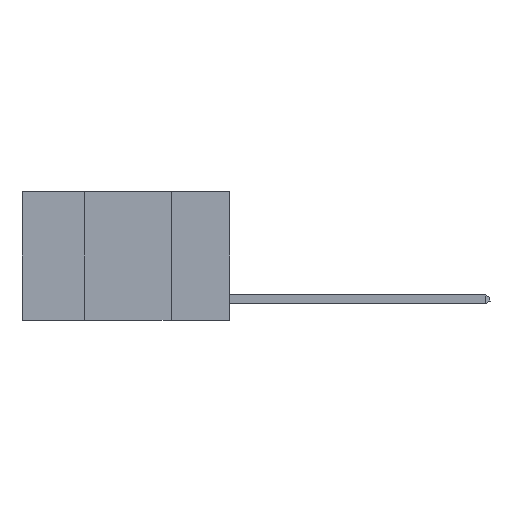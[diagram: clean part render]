
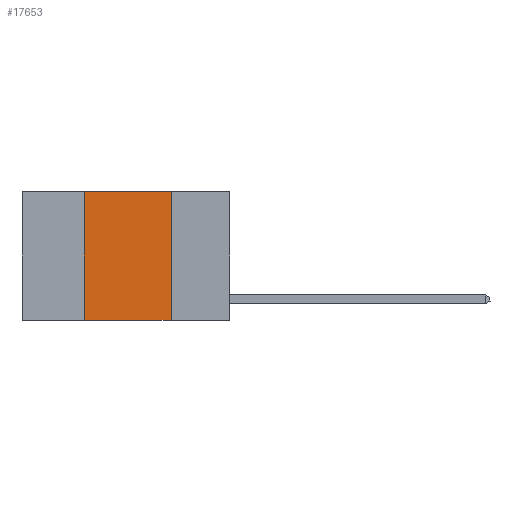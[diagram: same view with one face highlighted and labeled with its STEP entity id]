
A CAD part, left-side view. The second image highlights one B-rep face of the part: STEP entity #17653.
In plain terms, the highlighted planar face has unit normal (-1, 0, 0).
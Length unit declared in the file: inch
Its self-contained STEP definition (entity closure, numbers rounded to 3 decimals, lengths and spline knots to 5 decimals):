
#155 = CARTESIAN_POINT ( 'NONE',  ( 0., 0.17, 0. ) ) ;
#627 = ORIENTED_EDGE ( 'NONE', *, *, #17548, .F. ) ;
#1793 = CARTESIAN_POINT ( 'NONE',  ( 0., 0.42, 0. ) ) ;
#2455 = CARTESIAN_POINT ( 'NONE',  ( 0., 0.6, 0. ) ) ;
#2460 = EDGE_CURVE ( 'NONE', #16958, #22972, #5644, .T. ) ;
#2772 = DIRECTION ( 'NONE',  ( 0., 0., -1. ) ) ;
#3171 = ORIENTED_EDGE ( 'NONE', *, *, #3594, .F. ) ;
#3594 = EDGE_CURVE ( 'NONE', #22972, #7910, #20976, .T. ) ;
#3999 = VECTOR ( 'NONE', #16150, 39.37008 ) ;
#5355 = VECTOR ( 'NONE', #12700, 39.37008 ) ;
#5644 = LINE ( 'NONE', #1793, #7292 ) ;
#7007 = LINE ( 'NONE', #155, #5355 ) ;
#7045 = ORIENTED_EDGE ( 'NONE', *, *, #21387, .T. ) ;
#7292 = VECTOR ( 'NONE', #21763, 39.37008 ) ;
#7910 = VERTEX_POINT ( 'NONE', #15151 ) ;
#8051 = CARTESIAN_POINT ( 'NONE',  ( 0., 0.17, -0.37 ) ) ;
#8443 = LINE ( 'NONE', #20122, #3999 ) ;
#8588 = AXIS2_PLACEMENT_3D ( 'NONE', #11103, #12917, #2772 ) ;
#9133 = PLANE ( 'NONE',  #8588 ) ;
#10039 = CARTESIAN_POINT ( 'NONE',  ( 0., 0.42, -0.37 ) ) ;
#10444 = EDGE_LOOP ( 'NONE', ( #627, #3171, #19327, #7045 ) ) ;
#11103 = CARTESIAN_POINT ( 'NONE',  ( 0., 0.6, 0. ) ) ;
#11507 = FACE_OUTER_BOUND ( 'NONE', #10444, .T. ) ;
#11530 = DIRECTION ( 'NONE',  ( 0., -1., 0. ) ) ;
#12694 = CARTESIAN_POINT ( 'NONE',  ( 0., 0.42, 0. ) ) ;
#12700 = DIRECTION ( 'NONE',  ( 0., 0., -1. ) ) ;
#12917 = DIRECTION ( 'NONE',  ( 1., 0., 0. ) ) ;
#15151 = CARTESIAN_POINT ( 'NONE',  ( 0., 0.17, 0. ) ) ;
#16150 = DIRECTION ( 'NONE',  ( 0., -1., 0. ) ) ;
#16958 = VERTEX_POINT ( 'NONE', #10039 ) ;
#17548 = EDGE_CURVE ( 'NONE', #7910, #18034, #7007, .T. ) ;
#17653 = ADVANCED_FACE ( 'NONE', ( #11507 ), #9133, .F. ) ;
#18034 = VERTEX_POINT ( 'NONE', #8051 ) ;
#18395 = VECTOR ( 'NONE', #11530, 39.37008 ) ;
#19327 = ORIENTED_EDGE ( 'NONE', *, *, #2460, .F. ) ;
#20122 = CARTESIAN_POINT ( 'NONE',  ( 0., 0.6, -0.37 ) ) ;
#20976 = LINE ( 'NONE', #2455, #18395 ) ;
#21387 = EDGE_CURVE ( 'NONE', #16958, #18034, #8443, .T. ) ;
#21763 = DIRECTION ( 'NONE',  ( 0., 0., 1. ) ) ;
#22972 = VERTEX_POINT ( 'NONE', #12694 ) ;
